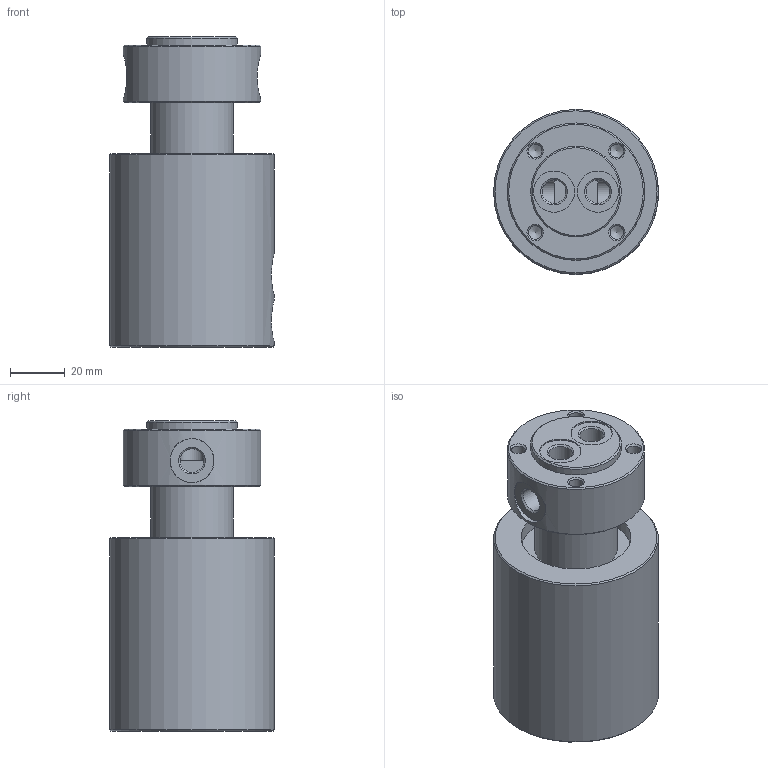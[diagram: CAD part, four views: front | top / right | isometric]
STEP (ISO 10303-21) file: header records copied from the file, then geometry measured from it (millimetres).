
FILE_DESCRIPTION(/* description */ ('STEP AP214'),/* implementation_level */ '2;1');
FILE_NAME(/* name */ '539287_GF-1_8-2',/* time_stamp */ '2024-08-22T14:26:02+02:00',/* author */ ('License CC BY-ND 4.0'),/* organization */ ('CADENAS'),/* preprocessor_version */ 'ST-DEVELOPER v19.3',/* originating_system */ 'PARTsolutions',/* authorisation */ ' ');
FILE_SCHEMA (('AUTOMOTIVE_DESIGN {1 0 10303 214 3 1 1}'));
Length unit declared in the file: millimetre
Products named in the file (1): 539287 GF-1/8-2
Bounding box: 60 x 60 x 113 mm (x, y, z)
Volume: 244279.1 mm3; surface area: 31805.3 mm2
Topology: 1 solids, 1 shells, 64 faces, 130 edges, 79 vertices
Faces by surface type: cylinder 23, cone 23, plane 18
Full cylindrical faces by diameter (mm): 4.917 x6, 8.566 x6, 15 x2, 16 x4, 30 x1, 33 x1, 40 x1, 50 x1, 60 x1
Entity records: 1418 total; most frequent: CARTESIAN_POINT 273, DIRECTION 254, ORIENTED_EDGE 134, FACE_BOUND 132, EDGE_LOOP 126, AXIS2_PLACEMENT_3D 126, VERTEX_POINT 69, EDGE_CURVE 67
